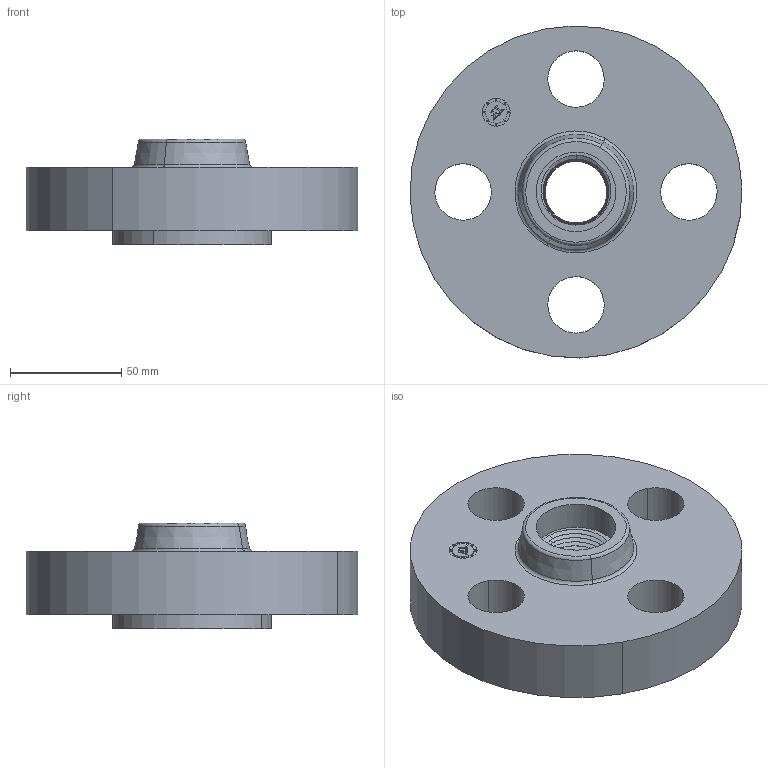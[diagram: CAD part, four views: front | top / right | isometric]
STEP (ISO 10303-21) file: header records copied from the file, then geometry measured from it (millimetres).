
FILE_DESCRIPTION(('3D STEP'),'2;1');
FILE_NAME('1-1500-THREADED-RTJ-FLANGE.stp','2013-03-11T05:54:41+00:00',('Texas Flange'),(''),'CATIA Version 5 Release 20 SP 6 (IN-10)','CATIA V5 STEP AP214','800-826-3801');
FILE_SCHEMA(('AUTOMOTIVE_DESIGN { 1 0 10303 214 1 1 1 1 }'));
Length unit declared in the file: inch
Products named in the file (1): 1-1500-THREADED-RTJ-FLANGE
Bounding box: 149.31 x 149.31 x 47.5 mm (x, y, z)
Volume: 447038.2 mm3; surface area: 63961.6 mm2
Topology: 1 solids, 1 shells, 583 faces, 1570 edges, 1011 vertices
Faces by surface type: plane 372, bspline 131, cone 38, cylinder 34, torus 8
Entity records: 23412 total; most frequent: CARTESIAN_POINT 7603, ORIENTED_EDGE 3140, DIRECTION 1955, EDGE_CURVE 1570, VECTOR 1115, LINE 1115, VERTEX_POINT 1011, EDGE_LOOP 615
